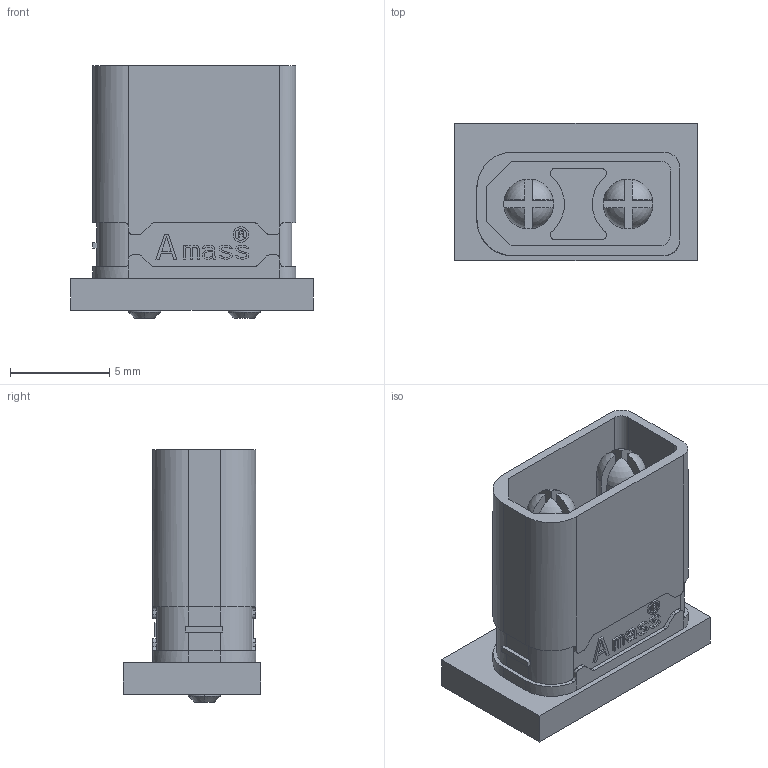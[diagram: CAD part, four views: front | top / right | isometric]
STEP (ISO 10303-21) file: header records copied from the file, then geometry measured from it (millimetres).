
FILE_DESCRIPTION(('Designed by EasyEDA Pro'),'2;1');
FILE_NAME('Open CASCADE Shape Model','2024-01-01T21:53:27',('Author'),( 'Open CASCADE'),'Open CASCADE STEP processor 7.6','Open CASCADE 7.6' ,'Unknown');
FILE_SCHEMA(('AUTOMOTIVE_DESIGN { 1 0 10303 214 1 1 1 1 }'));
Length unit declared in the file: millimetre
Products named in the file (5): PCBModel; Board; CN1; CONN-TH_XT30UPB-M; SOLID
Assembly tree (4 placements, depth 4):
  PCBModel
    Board
    CN1
      CONN-TH_XT30UPB-M
        SOLID
Bounding box: 12.18 x 6.93 x 12.7 mm (x, y, z)
Volume: 408.5 mm3; surface area: 1081.6 mm2
Topology: 2 solids, 2 shells, 749 faces, 2101 edges, 1394 vertices
Faces by surface type: plane 658, cylinder 75, cone 8, sphere 8
Full cylindrical faces by diameter (mm): 1.8 x2
Entity records: 30672 total; most frequent: CARTESIAN_POINT 4377, ORIENTED_EDGE 4202, DIRECTION 3775, EDGE_CURVE 2101, LINE 1903, VECTOR 1903, VERTEX_POINT 1394, AXIS2_PLACEMENT_3D 936
